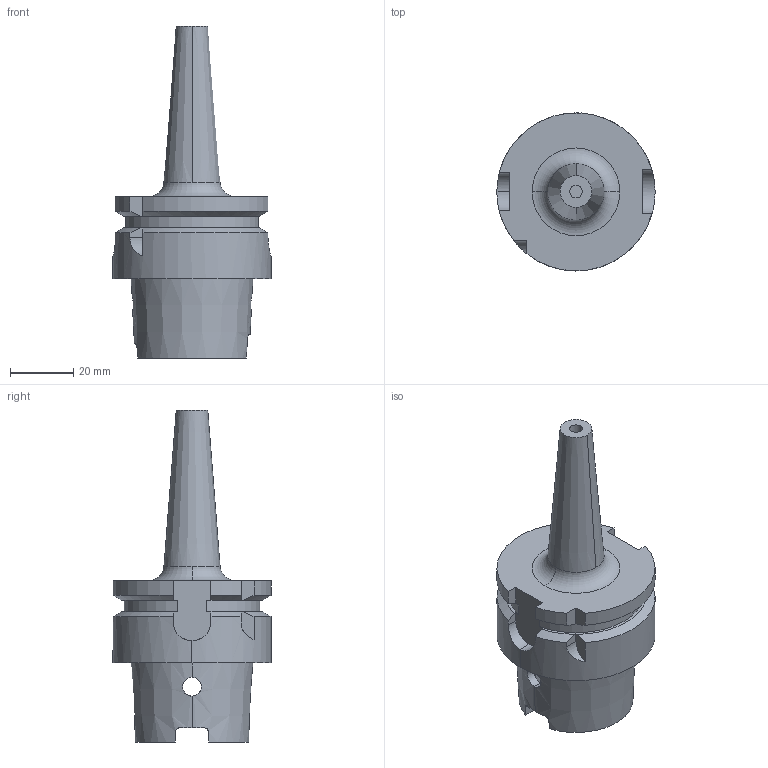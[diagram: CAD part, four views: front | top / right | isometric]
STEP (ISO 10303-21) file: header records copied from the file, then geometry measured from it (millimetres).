
FILE_DESCRIPTION (( 'STEP AP203' ), '1' );
FILE_NAME ('STP-39102.STEP', '2021-03-19T02:37:38', ( '' ), ( '' ), 'SwSTEP 2.0', 'SolidWorks 2017', '' );
FILE_SCHEMA (( 'CONFIG_CONTROL_DESIGN' ));
Length unit declared in the file: millimetre
Products named in the file (1): STP-39102
Bounding box: 50 x 50 x 105 mm (x, y, z)
Volume: 58503.1 mm3; surface area: 17606.1 mm2
Topology: 1 solids, 1 shells, 82 faces, 220 edges, 141 vertices
Faces by surface type: plane 33, cylinder 31, cone 12, torus 6
Entity records: 3105 total; most frequent: CARTESIAN_POINT 981, ORIENTED_EDGE 440, DIRECTION 422, EDGE_CURVE 220, AXIS2_PLACEMENT_3D 160, VERTEX_POINT 141, LINE 102, VECTOR 102
